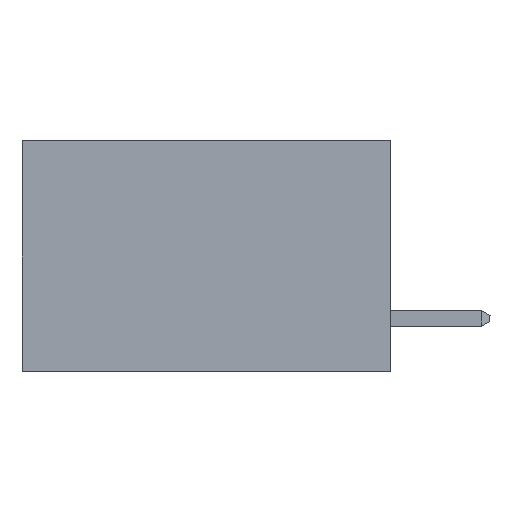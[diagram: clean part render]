
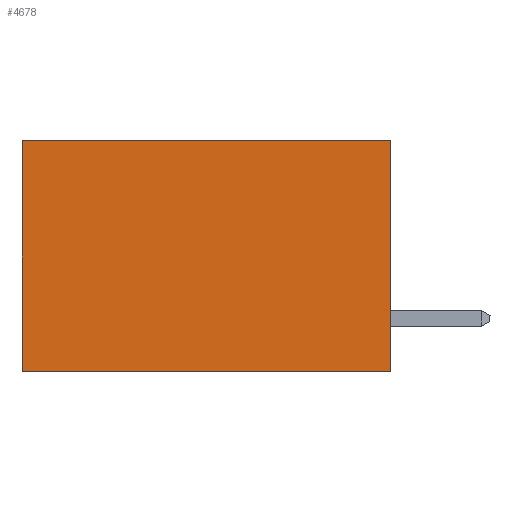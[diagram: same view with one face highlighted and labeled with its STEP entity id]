
A CAD part, left-side view. The second image highlights one B-rep face of the part: STEP entity #4678.
In plain terms, the highlighted planar face has unit normal (-1, 0, 0).
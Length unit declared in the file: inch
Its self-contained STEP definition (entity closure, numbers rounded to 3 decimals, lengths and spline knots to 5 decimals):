
#69 = EDGE_CURVE ( 'NONE', #5332, #135, #4689, .T. ) ;
#135 = VERTEX_POINT ( 'NONE', #9046 ) ;
#136 = CARTESIAN_POINT ( 'NONE',  ( 0.277, 0., -0.37 ) ) ;
#369 = EDGE_LOOP ( 'NONE', ( #1850, #4436, #7039, #5041 ) ) ;
#961 = VECTOR ( 'NONE', #9876, 39.37008 ) ;
#1850 = ORIENTED_EDGE ( 'NONE', *, *, #69, .T. ) ;
#2293 = DIRECTION ( 'NONE',  ( 0., 0., -1. ) ) ;
#2484 = CARTESIAN_POINT ( 'NONE',  ( 0.277, 0., -0.37 ) ) ;
#2576 = DIRECTION ( 'NONE',  ( 0., 1., 0. ) ) ;
#3817 = VECTOR ( 'NONE', #7762, 39.37008 ) ;
#4107 = LINE ( 'NONE', #136, #3817 ) ;
#4244 = EDGE_CURVE ( 'NONE', #11169, #135, #8368, .T. ) ;
#4371 = EDGE_CURVE ( 'NONE', #5086, #11169, #4107, .T. ) ;
#4436 = ORIENTED_EDGE ( 'NONE', *, *, #4244, .F. ) ;
#4678 = ADVANCED_FACE ( 'NONE', ( #6511 ), #10853, .F. ) ;
#4689 = LINE ( 'NONE', #9692, #9016 ) ;
#5041 = ORIENTED_EDGE ( 'NONE', *, *, #7198, .T. ) ;
#5086 = VERTEX_POINT ( 'NONE', #10802 ) ;
#5332 = VERTEX_POINT ( 'NONE', #9601 ) ;
#5858 = CARTESIAN_POINT ( 'NONE',  ( 0.277, 0., -0.37 ) ) ;
#5959 = AXIS2_PLACEMENT_3D ( 'NONE', #6815, #6570, #6542 ) ;
#6129 = VECTOR ( 'NONE', #2576, 39.37008 ) ;
#6511 = FACE_OUTER_BOUND ( 'NONE', #369, .T. ) ;
#6542 = DIRECTION ( 'NONE',  ( 0., 0., -1. ) ) ;
#6570 = DIRECTION ( 'NONE',  ( 1., 0., 0. ) ) ;
#6815 = CARTESIAN_POINT ( 'NONE',  ( 0.277, 0., -0.37 ) ) ;
#7039 = ORIENTED_EDGE ( 'NONE', *, *, #4371, .F. ) ;
#7198 = EDGE_CURVE ( 'NONE', #5086, #5332, #10550, .T. ) ;
#7762 = DIRECTION ( 'NONE',  ( 0., 0., -1. ) ) ;
#8368 = LINE ( 'NONE', #2484, #6129 ) ;
#9016 = VECTOR ( 'NONE', #2293, 39.37008 ) ;
#9046 = CARTESIAN_POINT ( 'NONE',  ( 0.277, 0.59, -0.37 ) ) ;
#9601 = CARTESIAN_POINT ( 'NONE',  ( 0.277, 0.59, 0. ) ) ;
#9692 = CARTESIAN_POINT ( 'NONE',  ( 0.277, 0.59, -0.37 ) ) ;
#9876 = DIRECTION ( 'NONE',  ( 0., 1., 0. ) ) ;
#10550 = LINE ( 'NONE', #10679, #961 ) ;
#10679 = CARTESIAN_POINT ( 'NONE',  ( 0.277, 0., 0. ) ) ;
#10802 = CARTESIAN_POINT ( 'NONE',  ( 0.277, 0., 0. ) ) ;
#10853 = PLANE ( 'NONE',  #5959 ) ;
#11169 = VERTEX_POINT ( 'NONE', #5858 ) ;
